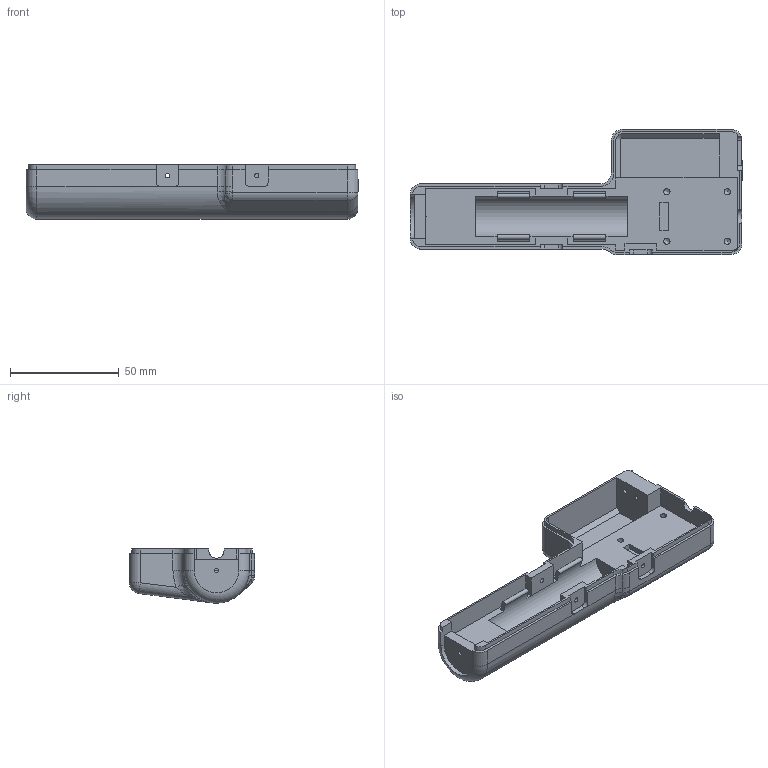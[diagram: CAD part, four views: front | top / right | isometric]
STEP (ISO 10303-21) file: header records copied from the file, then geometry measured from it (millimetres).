
FILE_DESCRIPTION(/* description */ (''),/* implementation_level */ '2;1');
FILE_NAME(/* name */ 'lower_receiver.stp',/* time_stamp */ '2020-07-13T09:21:04-04:00',/* author */ ('Paul D''Angio'),/* organization */ ('DARPA'),/* preprocessor_version */ 'ST-DEVELOPER v17.2',/* originating_system */ 'Autodesk Inventor 2019',/* authorisation */ '');
FILE_SCHEMA (('AUTOMOTIVE_DESIGN { 1 0 10303 214 3 1 1 }'));
Length unit declared in the file: millimetre
Products named in the file (1): Lower Reciever V2
Bounding box: 152.5 x 57.5 x 25 mm (x, y, z)
Volume: 65316.1 mm3; surface area: 27429.2 mm2
Topology: 1 solids, 1 shells, 167 faces, 473 edges, 304 vertices
Faces by surface type: plane 93, cylinder 53, bspline 8, cone 6, sphere 4, torus 3
Full cylindrical faces by diameter (mm): 2.05 x6, 2.88 x4
Entity records: 5688 total; most frequent: CARTESIAN_POINT 1253, ORIENTED_EDGE 930, DIRECTION 915, EDGE_CURVE 465, LINE 307, VECTOR 307, VERTEX_POINT 304, AXIS2_PLACEMENT_3D 304
